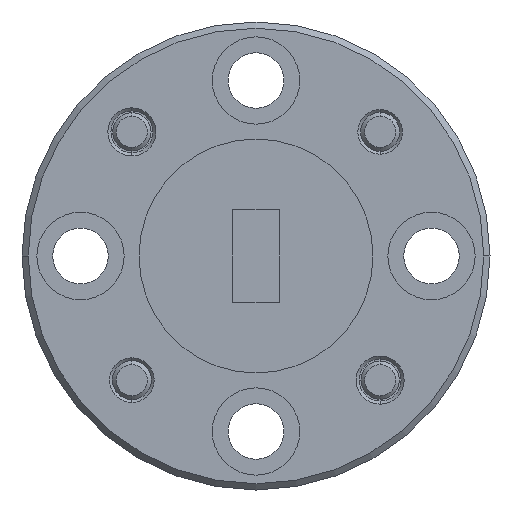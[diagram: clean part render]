
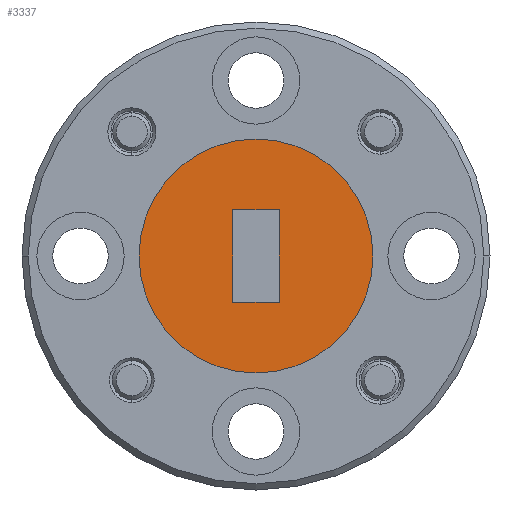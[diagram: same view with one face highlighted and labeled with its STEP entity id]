
A CAD part, left-side view. The second image highlights one B-rep face of the part: STEP entity #3337.
In plain terms, the highlighted planar face has unit normal (-1, 0, 0).
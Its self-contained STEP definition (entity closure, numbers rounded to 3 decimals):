
#4 = DIRECTION ( 'NONE',  ( 0., -1., 0. ) ) ;
#86 = FACE_BOUND ( 'NONE', #691, .T. ) ;
#269 = ORIENTED_EDGE ( 'NONE', *, *, #3096, .F. ) ;
#303 = EDGE_CURVE ( 'NONE', #1404, #1749, #3226, .T. ) ;
#398 = DIRECTION ( 'NONE',  ( 1., 0., 0. ) ) ;
#431 = CARTESIAN_POINT ( 'NONE',  ( 0., -0.94, 1.88 ) ) ;
#523 = ORIENTED_EDGE ( 'NONE', *, *, #303, .F. ) ;
#527 = DIRECTION ( 'NONE',  ( 0., 0., -1. ) ) ;
#676 = VERTEX_POINT ( 'NONE', #4055 ) ;
#689 = CARTESIAN_POINT ( 'NONE',  ( 0., 0., 0. ) ) ;
#691 = EDGE_LOOP ( 'NONE', ( #1252, #2234, #2600, #2231 ) ) ;
#699 = CARTESIAN_POINT ( 'NONE',  ( 0., 0., 0. ) ) ;
#738 = PLANE ( 'NONE',  #2512 ) ;
#786 = DIRECTION ( 'NONE',  ( 1., 0., 0. ) ) ;
#862 = LINE ( 'NONE', #3428, #2376 ) ;
#965 = VECTOR ( 'NONE', #2764, 1000. ) ;
#1012 = FACE_OUTER_BOUND ( 'NONE', #1653, .T. ) ;
#1044 = DIRECTION ( 'NONE',  ( 0., 1., 0. ) ) ;
#1097 = CARTESIAN_POINT ( 'NONE',  ( 0., 0.94, -1.88 ) ) ;
#1252 = ORIENTED_EDGE ( 'NONE', *, *, #3633, .T. ) ;
#1367 = AXIS2_PLACEMENT_3D ( 'NONE', #3421, #786, #3079 ) ;
#1404 = VERTEX_POINT ( 'NONE', #1953 ) ;
#1603 = EDGE_CURVE ( 'NONE', #3480, #676, #4058, .T. ) ;
#1653 = EDGE_LOOP ( 'NONE', ( #523, #269 ) ) ;
#1749 = VERTEX_POINT ( 'NONE', #3479 ) ;
#1808 = CARTESIAN_POINT ( 'NONE',  ( 0., -0.94, -1.88 ) ) ;
#1918 = VERTEX_POINT ( 'NONE', #2291 ) ;
#1924 = VECTOR ( 'NONE', #527, 1000. ) ;
#1953 = CARTESIAN_POINT ( 'NONE',  ( 0., 4.762, 0. ) ) ;
#2058 = DIRECTION ( 'NONE',  ( 0., -1., 0. ) ) ;
#2064 = CARTESIAN_POINT ( 'NONE',  ( 0., -0.94, -1.88 ) ) ;
#2231 = ORIENTED_EDGE ( 'NONE', *, *, #3112, .T. ) ;
#2234 = ORIENTED_EDGE ( 'NONE', *, *, #3668, .T. ) ;
#2291 = CARTESIAN_POINT ( 'NONE',  ( 0., 0.94, 1.88 ) ) ;
#2376 = VECTOR ( 'NONE', #2058, 1000. ) ;
#2512 = AXIS2_PLACEMENT_3D ( 'NONE', #699, #3863, #4 ) ;
#2569 = CIRCLE ( 'NONE', #1367, 4.762 ) ;
#2600 = ORIENTED_EDGE ( 'NONE', *, *, #1603, .T. ) ;
#2608 = AXIS2_PLACEMENT_3D ( 'NONE', #689, #398, #1044 ) ;
#2764 = DIRECTION ( 'NONE',  ( 0., 0., 1. ) ) ;
#2808 = VECTOR ( 'NONE', #3712, 1000. ) ;
#2972 = VERTEX_POINT ( 'NONE', #431 ) ;
#3079 = DIRECTION ( 'NONE',  ( 0., 1., 0. ) ) ;
#3096 = EDGE_CURVE ( 'NONE', #1749, #1404, #2569, .T. ) ;
#3112 = EDGE_CURVE ( 'NONE', #676, #1918, #3988, .T. ) ;
#3226 = CIRCLE ( 'NONE', #2608, 4.762 ) ;
#3337 = ADVANCED_FACE ( 'NONE', ( #86, #1012 ), #738, .T. ) ;
#3405 = LINE ( 'NONE', #3674, #1924 ) ;
#3421 = CARTESIAN_POINT ( 'NONE',  ( 0., 0., 0. ) ) ;
#3428 = CARTESIAN_POINT ( 'NONE',  ( 0., -0.94, 1.88 ) ) ;
#3479 = CARTESIAN_POINT ( 'NONE',  ( 0., -4.762, 0. ) ) ;
#3480 = VERTEX_POINT ( 'NONE', #2064 ) ;
#3633 = EDGE_CURVE ( 'NONE', #1918, #2972, #862, .T. ) ;
#3668 = EDGE_CURVE ( 'NONE', #2972, #3480, #3405, .T. ) ;
#3674 = CARTESIAN_POINT ( 'NONE',  ( 0., -0.94, -1.88 ) ) ;
#3712 = DIRECTION ( 'NONE',  ( 0., 1., 0. ) ) ;
#3863 = DIRECTION ( 'NONE',  ( -1., 0., 0. ) ) ;
#3988 = LINE ( 'NONE', #1097, #965 ) ;
#4055 = CARTESIAN_POINT ( 'NONE',  ( 0., 0.94, -1.88 ) ) ;
#4058 = LINE ( 'NONE', #1808, #2808 ) ;
